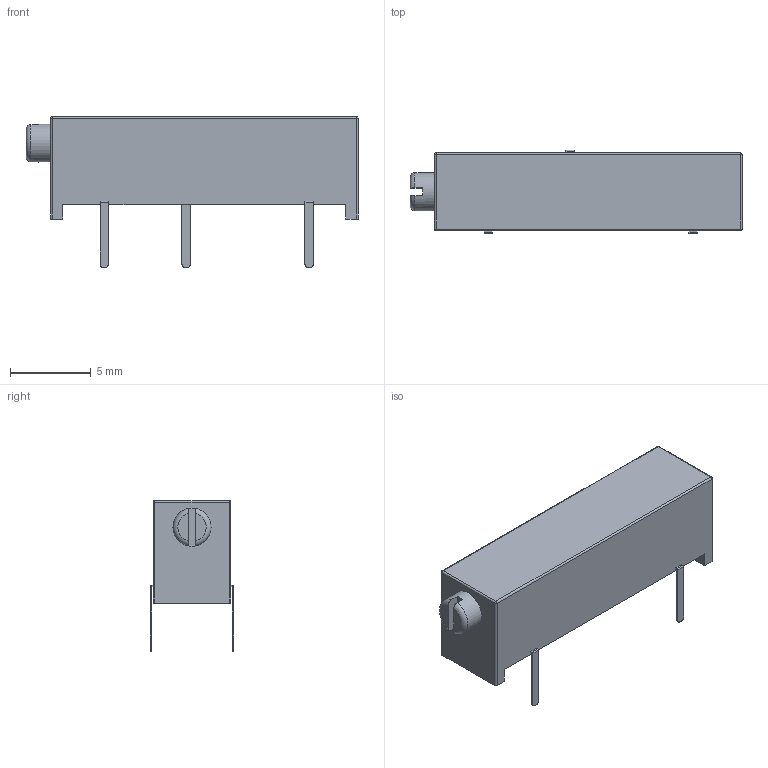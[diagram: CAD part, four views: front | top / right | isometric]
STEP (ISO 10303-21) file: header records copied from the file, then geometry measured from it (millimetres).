
FILE_DESCRIPTION(/* description */ ('model of Potentiometer_Bourns_3006W_Horizontal'),/* implementation_level */ '2;1');
FILE_NAME(/* name */ 'Potentiometer_Bourns_3006W_Horizontal.step',/* time_stamp */ '2019-07-13T13:14:00',/* author */ ('kicad StepUp','ksu'),/* organization */ ('FreeCAD'),/* preprocessor_version */ 'OCC',/* originating_system */ 'kicad StepUp',/* authorisation */ '');
FILE_SCHEMA(('AUTOMOTIVE_DESIGN { 1 0 10303 214 1 1 1 1 }'));
Length unit declared in the file: millimetre
Products named in the file (1): Bourns_3006W
Bounding box: 20.57 x 5.18 x 9.35 mm (x, y, z)
Volume: 515 mm3; surface area: 489.6 mm2
Topology: 1 solids, 1 shells, 60 faces, 154 edges, 96 vertices
Faces by surface type: plane 36, cylinder 18, sphere 4, torus 2
Full cylindrical faces by diameter (mm): 2.36 x1
Entity records: 2250 total; most frequent: CARTESIAN_POINT 351, DIRECTION 310, ORIENTED_EDGE 300, EDGE_CURVE 150, LINE 104, VECTOR 104, AXIS2_PLACEMENT_3D 103, VERTEX_POINT 96
